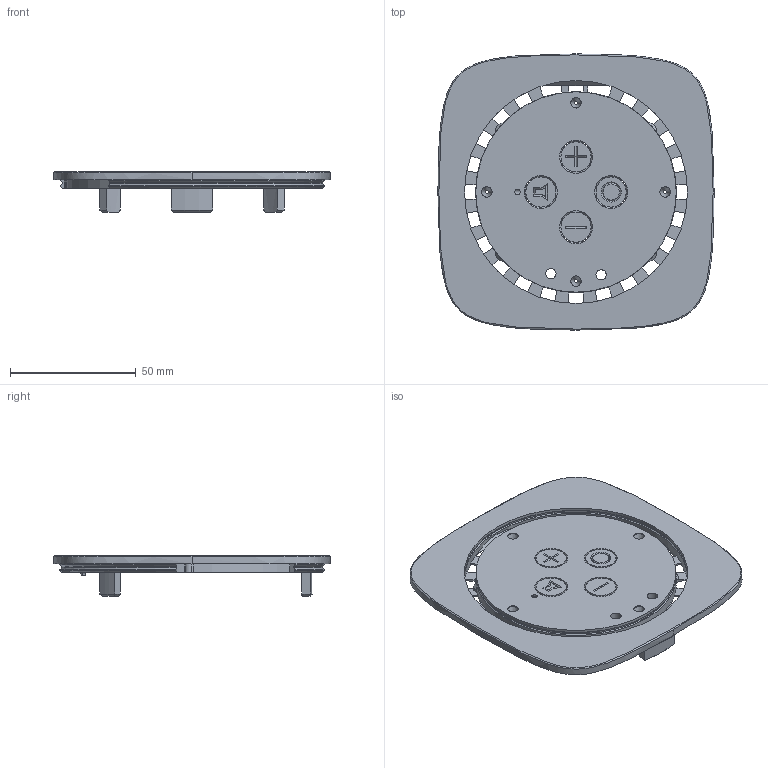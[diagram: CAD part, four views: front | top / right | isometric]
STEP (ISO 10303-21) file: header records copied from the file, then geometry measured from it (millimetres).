
FILE_DESCRIPTION(/* description */ (''),/* implementation_level */ '2;1');
FILE_NAME(/* name */ 'Top Plate.step',/* time_stamp */ '2025-06-10T18:09:28+01:00',/* author */ (''),/* organization */ (''),/* preprocessor_version */ 'ST-DEVELOPER v20.1',/* originating_system */ 'Autodesk Translation Framework v14.10.0.0',/* authorisation */ '');
FILE_SCHEMA (('AUTOMOTIVE_DESIGN { 1 0 10303 214 3 1 1 }'));
Length unit declared in the file: millimetre
Products named in the file (3): Top Plate; UFO Template v56; Main Body
Assembly tree (2 placements, depth 3):
  Top Plate
    UFO Template v56
      Main Body
Bounding box: 110 x 110 x 16 mm (x, y, z)
Volume: 33516.6 mm3; surface area: 31948.7 mm2
Topology: 2 solids, 2 shells, 521 faces, 1516 edges, 997 vertices
Faces by surface type: plane 337, cylinder 112, cone 62, bspline 10
Full cylindrical faces by diameter (mm): 1.35 x4, 2.2 x2, 2.6 x1, 2.8 x6, 2.95 x4, 4.1 x2, 4.159 x4, 4.55 x4, 5 x1, 6 x2, 7.3 x2, 12 x4, 13.2 x4, 79 x1, 79.8 x2, 88.8 x2, 89.6 x1
Entity records: 18010 total; most frequent: CARTESIAN_POINT 3976, ORIENTED_EDGE 3032, DIRECTION 2882, EDGE_CURVE 1516, VERTEX_POINT 997, AXIS2_PLACEMENT_3D 996, LINE 890, VECTOR 890
